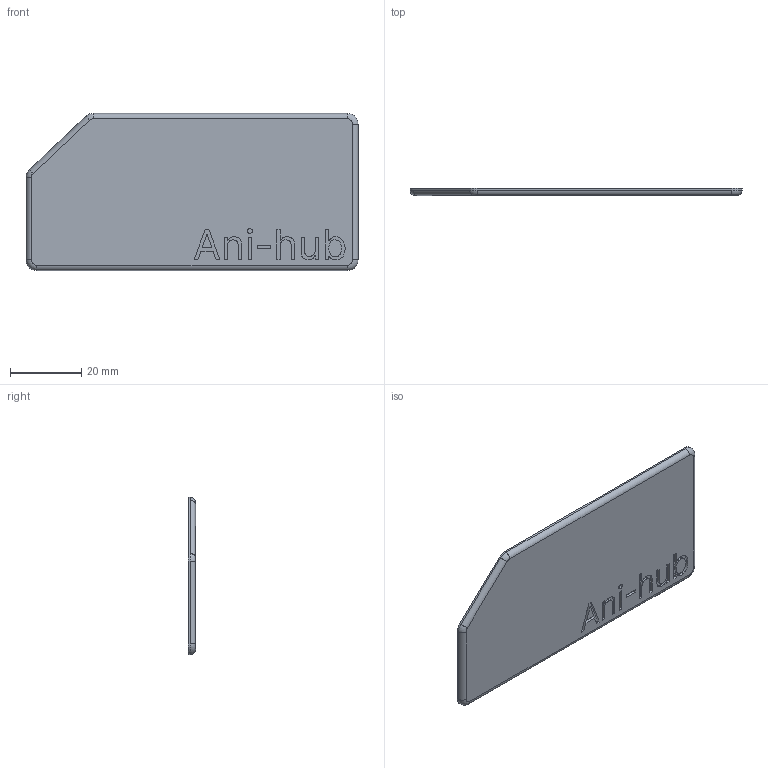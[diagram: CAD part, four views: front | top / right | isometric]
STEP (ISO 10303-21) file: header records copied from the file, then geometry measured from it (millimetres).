
FILE_DESCRIPTION(/* description */ ('STEP AP242','CAx-IF Rec.Pracs.---Representation and Presentation of Product Manufacturing Information (PMI)---4.0---2014-10-13','CAx-IF Rec.Pracs.---3D Tessellated Geometry---0.4---2014-09-14','2;1'),/* implementation_level */ '2;1');
FILE_NAME(/* name */ '68695a1966002c709b466176',/* time_stamp */ '2025-07-05T17:00:10Z',/* author */ (''),/* organization */ (''),/* preprocessor_version */ 'ST-DEVELOPER v20',/* originating_system */ 'ONSHAPE BY PTC INC, 1.200',/* authorisation */ ' ');
FILE_SCHEMA (('AP242_MANAGED_MODEL_BASED_3D_ENGINEERING_MIM_LF { 1 0 10303 442 1 1 4 }'));
Length unit declared in the file: metre
Products named in the file (1): Part 1
Bounding box: 93 x 2 x 44 mm (x, y, z)
Volume: 7689.2 mm3; surface area: 8379.6 mm2
Topology: 1 solids, 1 shells, 148 faces, 398 edges, 262 vertices
Faces by surface type: plane 71, bspline 48, cylinder 24, torus 5
Entity records: 4789 total; most frequent: CARTESIAN_POINT 1337, ORIENTED_EDGE 796, DIRECTION 557, EDGE_CURVE 398, VERTEX_POINT 262, LINE 249, VECTOR 249, EDGE_LOOP 158
